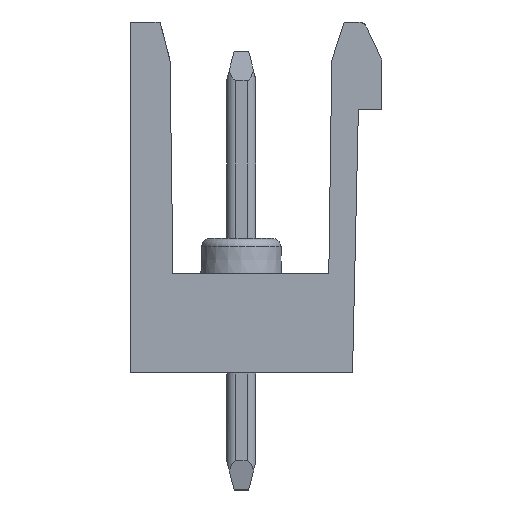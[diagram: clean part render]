
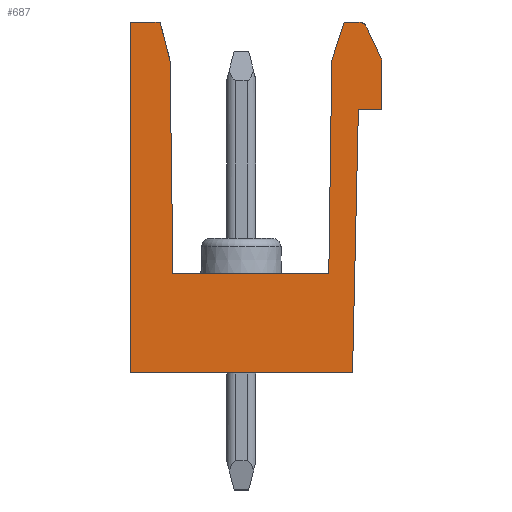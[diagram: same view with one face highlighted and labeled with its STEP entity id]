
A CAD part, left-side view. The second image highlights one B-rep face of the part: STEP entity #687.
In plain terms, the highlighted planar face has unit normal (-1, 0, 0).
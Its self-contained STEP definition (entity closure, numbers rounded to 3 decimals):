
#687=ADVANCED_FACE('',(#1582),#1202,.F.);
#1202=PLANE('',#9906);
#1582=FACE_OUTER_BOUND('',#2103,.T.);
#2103=EDGE_LOOP('',(#3241,#3242,#3243,#3244,#3245,#3246,#3247,#3248,#3249,
#3250,#3251,#3252,#3253,#3254,#3255,#3256));
#2669=CIRCLE('',#9905,0.3);
#3241=ORIENTED_EDGE('',*,*,#6867,.F.);
#3242=ORIENTED_EDGE('',*,*,#6868,.T.);
#3243=ORIENTED_EDGE('',*,*,#6524,.T.);
#3244=ORIENTED_EDGE('',*,*,#6747,.F.);
#3245=ORIENTED_EDGE('',*,*,#6869,.F.);
#3246=ORIENTED_EDGE('',*,*,#6845,.F.);
#3247=ORIENTED_EDGE('',*,*,#6842,.F.);
#3248=ORIENTED_EDGE('',*,*,#6839,.F.);
#3249=ORIENTED_EDGE('',*,*,#6866,.F.);
#3250=ORIENTED_EDGE('',*,*,#6870,.F.);
#3251=ORIENTED_EDGE('',*,*,#6871,.T.);
#3252=ORIENTED_EDGE('',*,*,#6872,.F.);
#3253=ORIENTED_EDGE('',*,*,#6873,.F.);
#3254=ORIENTED_EDGE('',*,*,#6771,.F.);
#3255=ORIENTED_EDGE('',*,*,#6770,.F.);
#3256=ORIENTED_EDGE('',*,*,#6769,.F.);
#5597=VERTEX_POINT('',#13584);
#5598=VERTEX_POINT('',#13586);
#5776=VERTEX_POINT('',#14169);
#5788=VERTEX_POINT('',#14205);
#5789=VERTEX_POINT('',#14207);
#5790=VERTEX_POINT('',#14209);
#5791=VERTEX_POINT('',#14211);
#5833=VERTEX_POINT('',#14315);
#5842=VERTEX_POINT('',#14342);
#5843=VERTEX_POINT('',#14346);
#5846=VERTEX_POINT('',#14353);
#5859=VERTEX_POINT('',#14396);
#5860=VERTEX_POINT('',#14400);
#5861=VERTEX_POINT('',#14404);
#5862=VERTEX_POINT('',#14406);
#5863=VERTEX_POINT('',#14408);
#6524=EDGE_CURVE('',#5598,#5597,#7920,.T.);
#6747=EDGE_CURVE('',#5776,#5597,#8051,.T.);
#6769=EDGE_CURVE('',#5788,#5789,#8058,.T.);
#6770=EDGE_CURVE('',#5789,#5790,#8059,.T.);
#6771=EDGE_CURVE('',#5790,#5791,#8060,.T.);
#6839=EDGE_CURVE('',#5842,#5833,#8093,.T.);
#6842=EDGE_CURVE('',#5833,#5843,#8096,.T.);
#6845=EDGE_CURVE('',#5843,#5846,#8099,.T.);
#6866=EDGE_CURVE('',#5859,#5842,#8117,.T.);
#6867=EDGE_CURVE('',#5860,#5788,#8118,.T.);
#6868=EDGE_CURVE('',#5860,#5598,#8119,.T.);
#6869=EDGE_CURVE('',#5846,#5776,#8120,.T.);
#6870=EDGE_CURVE('',#5861,#5859,#2669,.T.);
#6871=EDGE_CURVE('',#5861,#5862,#8121,.T.);
#6872=EDGE_CURVE('',#5863,#5862,#8122,.T.);
#6873=EDGE_CURVE('',#5791,#5863,#8123,.T.);
#7920=LINE('',#13585,#8821);
#8051=LINE('',#14170,#8952);
#8058=LINE('',#14206,#8959);
#8059=LINE('',#14208,#8960);
#8060=LINE('',#14210,#8961);
#8093=LINE('',#14343,#8994);
#8096=LINE('',#14349,#8997);
#8099=LINE('',#14355,#9000);
#8117=LINE('',#14397,#9018);
#8118=LINE('',#14399,#9019);
#8119=LINE('',#14401,#9020);
#8120=LINE('',#14402,#9021);
#8121=LINE('',#14405,#9022);
#8122=LINE('',#14407,#9023);
#8123=LINE('',#14409,#9024);
#8821=VECTOR('',#10710,1.);
#8952=VECTOR('',#11051,1.);
#8959=VECTOR('',#11092,1.);
#8960=VECTOR('',#11093,1.);
#8961=VECTOR('',#11094,1.);
#8994=VECTOR('',#11223,1.);
#8997=VECTOR('',#11228,1.);
#9000=VECTOR('',#11233,1.);
#9018=VECTOR('',#11273,1.);
#9019=VECTOR('',#11276,1.);
#9020=VECTOR('',#11277,1.);
#9021=VECTOR('',#11278,1.);
#9022=VECTOR('',#11281,1.);
#9023=VECTOR('',#11282,1.);
#9024=VECTOR('',#11283,1.);
#9905=AXIS2_PLACEMENT_3D('',#14403,#11279,#11280);
#9906=AXIS2_PLACEMENT_3D('',#14410,#11284,#11285);
#10710=DIRECTION('',(0.,1.,0.));
#11051=DIRECTION('',(0.,0.,1.));
#11092=DIRECTION('',(0.,-1.,0.));
#11093=DIRECTION('',(0.,-1.,0.));
#11094=DIRECTION('',(0.,-1.,0.));
#11223=DIRECTION('',(0.,0.,-1.));
#11228=DIRECTION('',(0.,1.,0.));
#11233=DIRECTION('',(0.,0.022,-1.));
#11273=DIRECTION('',(0.,-0.419,-0.908));
#11276=DIRECTION('',(0.,-0.014,-1.));
#11277=DIRECTION('',(0.,0.25,0.968));
#11278=DIRECTION('',(0.,1.,0.));
#11279=DIRECTION('',(1.,0.,0.));
#11280=DIRECTION('',(0.,0.,1.));
#11281=DIRECTION('',(0.,1.,0.));
#11282=DIRECTION('',(0.,-0.306,0.952));
#11283=DIRECTION('',(0.,-0.014,1.));
#11284=DIRECTION('',(1.,0.,0.));
#11285=DIRECTION('',(0.,-1.,0.));
#13584=CARTESIAN_POINT('',(0.,8.6,0.));
#13585=CARTESIAN_POINT('',(0.,6.85,0.));
#13586=CARTESIAN_POINT('',(0.,7.577,0.));
#14169=CARTESIAN_POINT('',(0.,8.6,-12.));
#14170=CARTESIAN_POINT('',(0.,8.6,-12.));
#14205=CARTESIAN_POINT('',(0.,7.139,-8.6));
#14206=CARTESIAN_POINT('',(0.,4.3,-8.6));
#14207=CARTESIAN_POINT('',(0.,5.3,-8.6));
#14208=CARTESIAN_POINT('',(0.,5.3,-8.6));
#14209=CARTESIAN_POINT('',(0.,4.3,-8.6));
#14210=CARTESIAN_POINT('',(0.,4.3,-8.6));
#14211=CARTESIAN_POINT('',(0.,1.811,-8.6));
#14315=CARTESIAN_POINT('',(0.,0.,-3.));
#14342=CARTESIAN_POINT('',(0.,0.,-1.3));
#14343=CARTESIAN_POINT('',(0.,0.,-1.3));
#14346=CARTESIAN_POINT('',(0.,0.8,-3.));
#14349=CARTESIAN_POINT('',(0.,0.,-3.));
#14353=CARTESIAN_POINT('',(0.,1.,-12.));
#14355=CARTESIAN_POINT('',(0.,0.8,-3.));
#14396=CARTESIAN_POINT('',(0.,0.52,-0.174));
#14397=CARTESIAN_POINT('',(0.,0.52,-0.174));
#14399=CARTESIAN_POINT('',(0.,7.172,-6.2));
#14400=CARTESIAN_POINT('',(0.,7.241,-1.3));
#14401=CARTESIAN_POINT('',(0.,5.916,-6.418));
#14402=CARTESIAN_POINT('',(0.,1.,-12.));
#14403=CARTESIAN_POINT('',(0.,0.792,-0.3));
#14404=CARTESIAN_POINT('',(0.,0.792,0.));
#14405=CARTESIAN_POINT('',(0.,0.792,0.));
#14406=CARTESIAN_POINT('',(0.,1.291,0.));
#14407=CARTESIAN_POINT('',(0.,1.709,-1.3));
#14408=CARTESIAN_POINT('',(0.,1.709,-1.3));
#14409=CARTESIAN_POINT('',(0.,1.846,-11.1));
#14410=CARTESIAN_POINT('',(0.,4.3,-6.));
